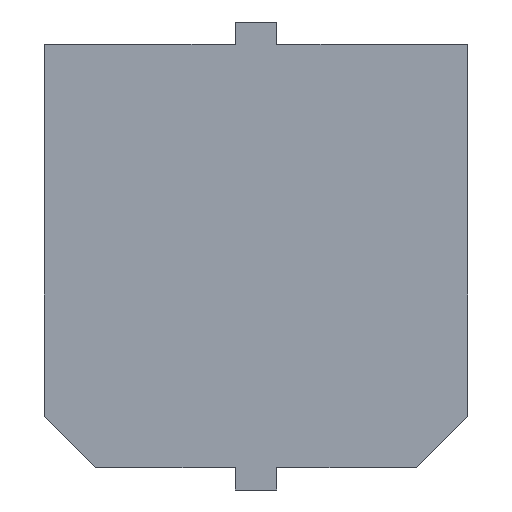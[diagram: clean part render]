
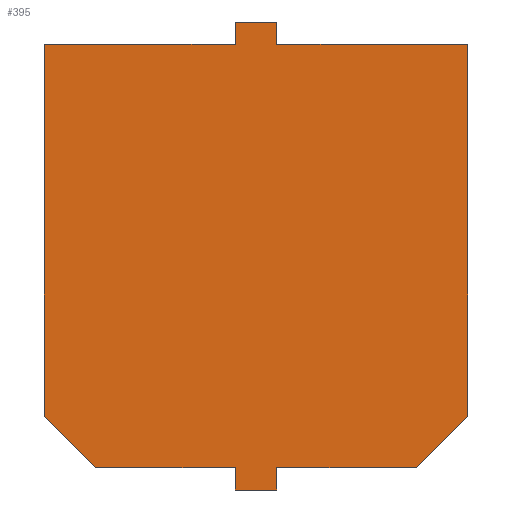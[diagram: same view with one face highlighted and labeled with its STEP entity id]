
A CAD part, front view. The second image highlights one B-rep face of the part: STEP entity #395.
In plain terms, the highlighted planar face has unit normal (0, -1, 0).
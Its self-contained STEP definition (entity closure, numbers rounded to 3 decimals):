
#54=FACE_OUTER_BOUND('',#75,.T.);
#75=EDGE_LOOP('',(#343,#344,#345,#346,#347,#348,#349,#350,#351,#352,#353,
#354,#355,#356));
#82=LINE('',#546,#129);
#84=LINE('',#551,#131);
#86=LINE('',#554,#133);
#93=LINE('',#569,#140);
#95=LINE('',#574,#142);
#97=LINE('',#577,#144);
#103=LINE('',#599,#150);
#107=LINE('',#606,#154);
#108=LINE('',#609,#155);
#111=LINE('',#615,#158);
#114=LINE('',#620,#161);
#117=LINE('',#625,#164);
#118=LINE('',#628,#165);
#121=LINE('',#633,#168);
#129=VECTOR('',#446,10.);
#131=VECTOR('',#450,10.);
#133=VECTOR('',#454,10.);
#140=VECTOR('',#465,10.);
#142=VECTOR('',#469,10.);
#144=VECTOR('',#473,10.);
#150=VECTOR('',#497,10.);
#154=VECTOR('',#501,10.);
#155=VECTOR('',#504,10.);
#158=VECTOR('',#509,10.);
#161=VECTOR('',#514,10.);
#164=VECTOR('',#517,10.);
#165=VECTOR('',#520,10.);
#168=VECTOR('',#525,10.);
#174=VERTEX_POINT('',#542);
#175=VERTEX_POINT('',#544);
#176=VERTEX_POINT('',#548);
#177=VERTEX_POINT('',#550);
#182=VERTEX_POINT('',#565);
#183=VERTEX_POINT('',#567);
#184=VERTEX_POINT('',#571);
#185=VERTEX_POINT('',#573);
#192=VERTEX_POINT('',#598);
#195=VERTEX_POINT('',#604);
#196=VERTEX_POINT('',#608);
#198=VERTEX_POINT('',#614);
#201=VERTEX_POINT('',#623);
#202=VERTEX_POINT('',#627);
#210=EDGE_CURVE('',#174,#175,#82,.T.);
#212=EDGE_CURVE('',#176,#177,#84,.T.);
#214=EDGE_CURVE('',#177,#175,#86,.T.);
#221=EDGE_CURVE('',#182,#183,#93,.T.);
#223=EDGE_CURVE('',#184,#185,#95,.T.);
#225=EDGE_CURVE('',#185,#183,#97,.T.);
#235=EDGE_CURVE('',#182,#192,#103,.T.);
#239=EDGE_CURVE('',#195,#184,#107,.T.);
#240=EDGE_CURVE('',#195,#196,#108,.T.);
#243=EDGE_CURVE('',#198,#196,#111,.T.);
#246=EDGE_CURVE('',#174,#198,#114,.T.);
#249=EDGE_CURVE('',#201,#176,#117,.T.);
#250=EDGE_CURVE('',#202,#201,#118,.T.);
#253=EDGE_CURVE('',#192,#202,#121,.T.);
#343=ORIENTED_EDGE('',*,*,#253,.F.);
#344=ORIENTED_EDGE('',*,*,#235,.F.);
#345=ORIENTED_EDGE('',*,*,#221,.T.);
#346=ORIENTED_EDGE('',*,*,#225,.F.);
#347=ORIENTED_EDGE('',*,*,#223,.F.);
#348=ORIENTED_EDGE('',*,*,#239,.F.);
#349=ORIENTED_EDGE('',*,*,#240,.T.);
#350=ORIENTED_EDGE('',*,*,#243,.F.);
#351=ORIENTED_EDGE('',*,*,#246,.F.);
#352=ORIENTED_EDGE('',*,*,#210,.T.);
#353=ORIENTED_EDGE('',*,*,#214,.F.);
#354=ORIENTED_EDGE('',*,*,#212,.F.);
#355=ORIENTED_EDGE('',*,*,#249,.F.);
#356=ORIENTED_EDGE('',*,*,#250,.F.);
#375=PLANE('',#433);
#395=ADVANCED_FACE('',(#54),#375,.F.);
#433=AXIS2_PLACEMENT_3D('',#636,#529,#530);
#446=DIRECTION('',(0.,0.,1.));
#450=DIRECTION('',(0.,0.,1.));
#454=DIRECTION('',(1.,0.,0.));
#465=DIRECTION('',(0.,0.,-1.));
#469=DIRECTION('',(0.,0.,-1.));
#473=DIRECTION('',(-1.,0.,0.));
#497=DIRECTION('',(-1.,0.,0.));
#501=DIRECTION('',(-1.,0.,0.));
#504=DIRECTION('',(0.707,0.,0.707));
#509=DIRECTION('',(0.,0.,-1.));
#514=DIRECTION('',(1.,0.,0.));
#517=DIRECTION('',(1.,0.,0.));
#520=DIRECTION('',(0.,0.,1.));
#525=DIRECTION('',(-0.707,0.,0.707));
#529=DIRECTION('center_axis',(0.,1.,0.));
#530=DIRECTION('ref_axis',(1.,0.,0.));
#542=CARTESIAN_POINT('',(0.325,0.,3.3));
#544=CARTESIAN_POINT('',(0.325,0.,3.65));
#546=CARTESIAN_POINT('',(0.325,0.,3.3));
#548=CARTESIAN_POINT('',(-0.325,0.,3.3));
#550=CARTESIAN_POINT('',(-0.325,0.,3.65));
#551=CARTESIAN_POINT('',(-0.325,0.,3.3));
#554=CARTESIAN_POINT('',(-0.325,0.,3.65));
#565=CARTESIAN_POINT('',(-0.325,0.,-3.3));
#567=CARTESIAN_POINT('',(-0.325,0.,-3.65));
#569=CARTESIAN_POINT('',(-0.325,0.,-3.3));
#571=CARTESIAN_POINT('',(0.325,0.,-3.3));
#573=CARTESIAN_POINT('',(0.325,0.,-3.65));
#574=CARTESIAN_POINT('',(0.325,0.,-3.3));
#577=CARTESIAN_POINT('',(0.325,0.,-3.65));
#598=CARTESIAN_POINT('',(-2.5,0.,-3.3));
#599=CARTESIAN_POINT('',(2.5,0.,-3.3));
#604=CARTESIAN_POINT('',(2.5,0.,-3.3));
#606=CARTESIAN_POINT('',(2.5,0.,-3.3));
#608=CARTESIAN_POINT('',(3.3,0.,-2.5));
#609=CARTESIAN_POINT('',(2.5,0.,-3.3));
#614=CARTESIAN_POINT('',(3.3,0.,3.3));
#615=CARTESIAN_POINT('',(3.3,0.,3.3));
#620=CARTESIAN_POINT('',(-3.3,0.,3.3));
#623=CARTESIAN_POINT('',(-3.3,0.,3.3));
#625=CARTESIAN_POINT('',(-3.3,0.,3.3));
#627=CARTESIAN_POINT('',(-3.3,0.,-2.5));
#628=CARTESIAN_POINT('',(-3.3,0.,-2.5));
#633=CARTESIAN_POINT('',(-2.5,0.,-3.3));
#636=CARTESIAN_POINT('Origin',(0.,0.,0.));
